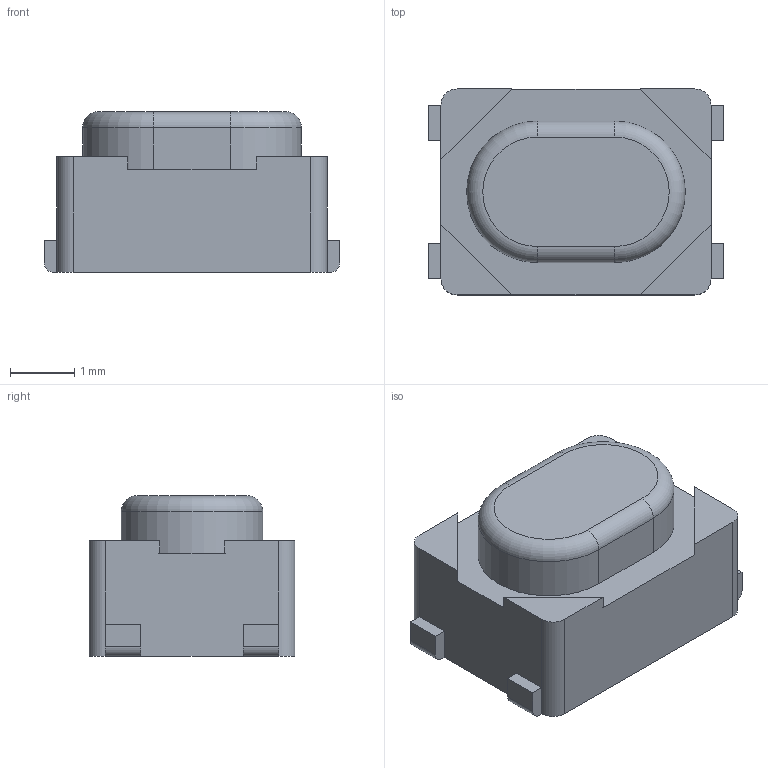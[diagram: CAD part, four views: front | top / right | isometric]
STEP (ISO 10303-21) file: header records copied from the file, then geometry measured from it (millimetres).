
FILE_DESCRIPTION(('FreeCAD Model'),'2;1');
FILE_NAME( 'PTS810.step', '2018-01-26T14:13:00',('Author'),(''), 'Open CASCADE STEP processor 6.8','FreeCAD','Unknown');
FILE_SCHEMA(('AUTOMOTIVE_DESIGN_CC2 { 1 2 10303 214 -1 1 5 4 }'));
Length unit declared in the file: millimetre
Products named in the file (1): Fillet008
Bounding box: 4.6 x 3.2 x 2.5 mm (x, y, z)
Volume: 27.8 mm3; surface area: 61.5 mm2
Topology: 1 solids, 1 shells, 51 faces, 128 edges, 80 vertices
Faces by surface type: plane 37, cylinder 12, torus 2
Entity records: 3558 total; most frequent: CARTESIAN_POINT 584, DIRECTION 496, LINE 330, VECTOR 330, ORIENTED_EDGE 256, PCURVE 256, DEFINITIONAL_REPRESENTATION 256, EDGE_CURVE 128
